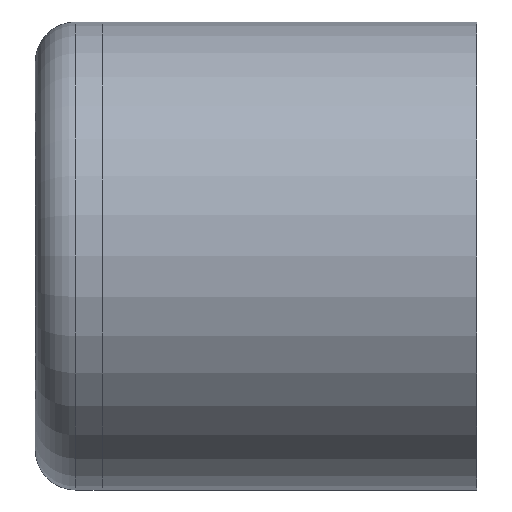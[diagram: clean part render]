
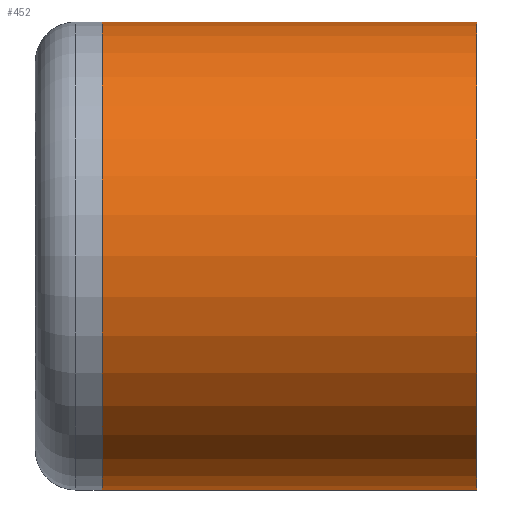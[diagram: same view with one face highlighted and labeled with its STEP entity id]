
A CAD part, front view. The second image highlights one B-rep face of the part: STEP entity #452.
In plain terms, the highlighted cylindrical face has radius 17.5 mm (diameter 35 mm), a full revolution.
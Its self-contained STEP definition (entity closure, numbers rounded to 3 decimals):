
#452 = ADVANCED_FACE('',(#453),#480,.T.);
#453 = FACE_BOUND('',#454,.T.);
#454 = EDGE_LOOP('',(#455,#464,#472,#479));
#455 = ORIENTED_EDGE('',*,*,#456,.T.);
#456 = EDGE_CURVE('',#457,#457,#459,.T.);
#457 = VERTEX_POINT('',#458);
#458 = CARTESIAN_POINT('',(0.,0.,17.5));
#459 = CIRCLE('',#460,17.5);
#460 = AXIS2_PLACEMENT_3D('',#461,#462,#463);
#461 = CARTESIAN_POINT('',(0.,0.,0.));
#462 = DIRECTION('',(1.,0.,-0.));
#463 = DIRECTION('',(0.,0.,1.));
#464 = ORIENTED_EDGE('',*,*,#465,.T.);
#465 = EDGE_CURVE('',#457,#466,#468,.T.);
#466 = VERTEX_POINT('',#467);
#467 = CARTESIAN_POINT('',(28.,0.,17.5));
#468 = LINE('',#469,#470);
#469 = CARTESIAN_POINT('',(0.,0.,17.5));
#470 = VECTOR('',#471,1.);
#471 = DIRECTION('',(1.,0.,0.));
#472 = ORIENTED_EDGE('',*,*,#473,.F.);
#473 = EDGE_CURVE('',#466,#466,#474,.T.);
#474 = CIRCLE('',#475,17.5);
#475 = AXIS2_PLACEMENT_3D('',#476,#477,#478);
#476 = CARTESIAN_POINT('',(28.,0.,0.));
#477 = DIRECTION('',(1.,0.,-0.));
#478 = DIRECTION('',(0.,0.,1.));
#479 = ORIENTED_EDGE('',*,*,#465,.F.);
#480 = CYLINDRICAL_SURFACE('',#481,17.5);
#481 = AXIS2_PLACEMENT_3D('',#482,#483,#484);
#482 = CARTESIAN_POINT('',(0.,0.,0.));
#483 = DIRECTION('',(1.,0.,0.));
#484 = DIRECTION('',(0.,0.,1.));
